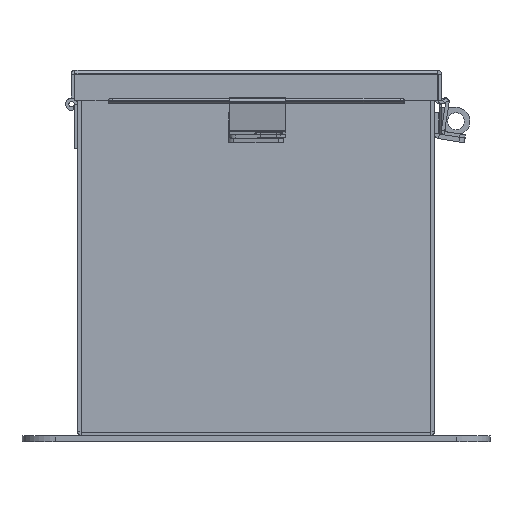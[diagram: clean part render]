
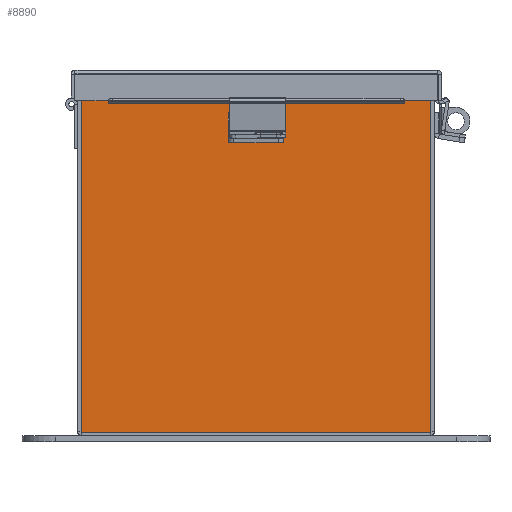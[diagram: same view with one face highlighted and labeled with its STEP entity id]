
A CAD part, front view. The second image highlights one B-rep face of the part: STEP entity #8890.
In plain terms, the highlighted face is planar.
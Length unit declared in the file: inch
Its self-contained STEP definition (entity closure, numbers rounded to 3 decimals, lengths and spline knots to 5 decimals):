
#145 = CARTESIAN_POINT ( 'NONE',  ( 3.61965, 0., 0. ) ) ;
#501 = EDGE_CURVE ( 'NONE', #509, #16137, #23281, .T. ) ;
#509 = VERTEX_POINT ( 'NONE', #20396 ) ;
#1058 = CARTESIAN_POINT ( 'NONE',  ( -3.60097, 0., 3.87495 ) ) ;
#1068 = CARTESIAN_POINT ( 'NONE',  ( -3.9253, 0., 3.9253 ) ) ;
#1456 = AXIS2_PLACEMENT_3D ( 'NONE', #8390, #22520, #10406 ) ;
#1487 = LINE ( 'NONE', #4856, #16336 ) ;
#1990 = CARTESIAN_POINT ( 'NONE',  ( -3.61965, 0., 3.87495 ) ) ;
#2338 = VECTOR ( 'NONE', #19275, 39.37008 ) ;
#2642 = VECTOR ( 'NONE', #6149, 39.37008 ) ;
#3103 = DIRECTION ( 'NONE',  ( 0., 0., -1. ) ) ;
#3404 = VERTEX_POINT ( 'NONE', #1990 ) ;
#3406 = AXIS2_PLACEMENT_3D ( 'NONE', #10714, #24881, #12712 ) ;
#3935 = VECTOR ( 'NONE', #25687, 39.37008 ) ;
#4438 = ORIENTED_EDGE ( 'NONE', *, *, #18962, .T. ) ;
#4856 = CARTESIAN_POINT ( 'NONE',  ( -3.5823, 0., 0. ) ) ;
#5042 = EDGE_CURVE ( 'NONE', #3404, #22662, #9113, .T. ) ;
#5152 = CIRCLE ( 'NONE', #14294, 0.01868 ) ;
#5208 = LINE ( 'NONE', #8458, #21328 ) ;
#5220 = LINE ( 'NONE', #17643, #3935 ) ;
#5832 = VECTOR ( 'NONE', #13796, 39.37008 ) ;
#5846 = ORIENTED_EDGE ( 'NONE', *, *, #10103, .F. ) ;
#6149 = DIRECTION ( 'NONE',  ( 1., 0., 0. ) ) ;
#6459 = LINE ( 'NONE', #15820, #5832 ) ;
#6899 = DIRECTION ( 'NONE',  ( 0., 0., -1. ) ) ;
#7084 = EDGE_CURVE ( 'NONE', #9494, #25079, #5208, .T. ) ;
#7100 = VERTEX_POINT ( 'NONE', #12480 ) ;
#8224 = CARTESIAN_POINT ( 'NONE',  ( -3.9253, 0., 3.9253 ) ) ;
#8390 = CARTESIAN_POINT ( 'NONE',  ( 0., 0., 0. ) ) ;
#8458 = CARTESIAN_POINT ( 'NONE',  ( 3.5823, 0., 0. ) ) ;
#8890 = ADVANCED_FACE ( 'NONE', ( #17449 ), #16412, .F. ) ;
#9113 = LINE ( 'NONE', #21227, #19227 ) ;
#9325 = EDGE_LOOP ( 'NONE', ( #15315, #5846, #22020, #24220, #14328, #9806, #16834, #26108, #22898, #15684, #4438, #11543 ) ) ;
#9494 = VERTEX_POINT ( 'NONE', #22580 ) ;
#9644 = CARTESIAN_POINT ( 'NONE',  ( -3.9253, 0., -3.9253 ) ) ;
#9806 = ORIENTED_EDGE ( 'NONE', *, *, #22956, .F. ) ;
#10103 = EDGE_CURVE ( 'NONE', #15413, #3404, #5152, .T. ) ;
#10239 = DIRECTION ( 'NONE',  ( 1., 0., 0. ) ) ;
#10377 = CARTESIAN_POINT ( 'NONE',  ( 3.5823, 0., 3.9123 ) ) ;
#10406 = DIRECTION ( 'NONE',  ( 0., 0., -1. ) ) ;
#10714 = CARTESIAN_POINT ( 'NONE',  ( 3.60098, 0., 3.87495 ) ) ;
#11543 = ORIENTED_EDGE ( 'NONE', *, *, #15778, .T. ) ;
#12480 = CARTESIAN_POINT ( 'NONE',  ( -3.9253, 0., -3.9253 ) ) ;
#12488 = VECTOR ( 'NONE', #24379, 39.37008 ) ;
#12712 = DIRECTION ( 'NONE',  ( 0., 0., -1. ) ) ;
#12944 = CARTESIAN_POINT ( 'NONE',  ( -3.9253, 0., 3.9253 ) ) ;
#13091 = CARTESIAN_POINT ( 'NONE',  ( -3.5823, 0., 3.9123 ) ) ;
#13172 = DIRECTION ( 'NONE',  ( 0., 0., 1. ) ) ;
#13352 = LINE ( 'NONE', #24277, #2642 ) ;
#13565 = VERTEX_POINT ( 'NONE', #13091 ) ;
#13796 = DIRECTION ( 'NONE',  ( 0., 0., -1. ) ) ;
#14294 = AXIS2_PLACEMENT_3D ( 'NONE', #1058, #15175, #3103 ) ;
#14328 = ORIENTED_EDGE ( 'NONE', *, *, #7084, .F. ) ;
#14905 = VECTOR ( 'NONE', #10239, 39.37008 ) ;
#15084 = LINE ( 'NONE', #9644, #19844 ) ;
#15175 = DIRECTION ( 'NONE',  ( 0., 1., 0. ) ) ;
#15315 = ORIENTED_EDGE ( 'NONE', *, *, #5042, .F. ) ;
#15413 = VERTEX_POINT ( 'NONE', #22635 ) ;
#15436 = CIRCLE ( 'NONE', #3406, 0.01868 ) ;
#15684 = ORIENTED_EDGE ( 'NONE', *, *, #17006, .T. ) ;
#15778 = EDGE_CURVE ( 'NONE', #21679, #22662, #5220, .T. ) ;
#15820 = CARTESIAN_POINT ( 'NONE',  ( 3.9253, 0., 3.9253 ) ) ;
#15920 = CARTESIAN_POINT ( 'NONE',  ( -3.61965, 0., 3.9253 ) ) ;
#16137 = VERTEX_POINT ( 'NONE', #22849 ) ;
#16336 = VECTOR ( 'NONE', #6899, 39.37008 ) ;
#16412 = PLANE ( 'NONE',  #1456 ) ;
#16539 = CARTESIAN_POINT ( 'NONE',  ( 3.9253, 0., 3.9253 ) ) ;
#16834 = ORIENTED_EDGE ( 'NONE', *, *, #501, .F. ) ;
#17006 = EDGE_CURVE ( 'NONE', #18384, #7100, #15084, .T. ) ;
#17379 = EDGE_CURVE ( 'NONE', #13565, #15413, #1487, .T. ) ;
#17449 = FACE_OUTER_BOUND ( 'NONE', #9325, .T. ) ;
#17521 = CARTESIAN_POINT ( 'NONE',  ( 3.9253, 0., -3.9253 ) ) ;
#17643 = CARTESIAN_POINT ( 'NONE',  ( -3.9253, 0., 3.9253 ) ) ;
#18384 = VERTEX_POINT ( 'NONE', #17521 ) ;
#18962 = EDGE_CURVE ( 'NONE', #7100, #21679, #19727, .T. ) ;
#19227 = VECTOR ( 'NONE', #13172, 39.37008 ) ;
#19275 = DIRECTION ( 'NONE',  ( 0., 0., 1. ) ) ;
#19727 = LINE ( 'NONE', #1068, #2338 ) ;
#19844 = VECTOR ( 'NONE', #25828, 39.37008 ) ;
#20396 = CARTESIAN_POINT ( 'NONE',  ( 3.61965, 0., 3.9253 ) ) ;
#20542 = DIRECTION ( 'NONE',  ( 0., 0., 1. ) ) ;
#20943 = LINE ( 'NONE', #8224, #14905 ) ;
#21227 = CARTESIAN_POINT ( 'NONE',  ( -3.61965, 0., 0. ) ) ;
#21328 = VECTOR ( 'NONE', #20542, 39.37008 ) ;
#21679 = VERTEX_POINT ( 'NONE', #12944 ) ;
#22020 = ORIENTED_EDGE ( 'NONE', *, *, #17379, .F. ) ;
#22520 = DIRECTION ( 'NONE',  ( 0., -1., 0. ) ) ;
#22580 = CARTESIAN_POINT ( 'NONE',  ( 3.5823, 0., 3.87495 ) ) ;
#22635 = CARTESIAN_POINT ( 'NONE',  ( -3.5823, 0., 3.87495 ) ) ;
#22662 = VERTEX_POINT ( 'NONE', #15920 ) ;
#22849 = CARTESIAN_POINT ( 'NONE',  ( 3.61965, 0., 3.87495 ) ) ;
#22898 = ORIENTED_EDGE ( 'NONE', *, *, #24916, .T. ) ;
#22956 = EDGE_CURVE ( 'NONE', #16137, #9494, #15436, .T. ) ;
#23281 = LINE ( 'NONE', #145, #12488 ) ;
#24220 = ORIENTED_EDGE ( 'NONE', *, *, #25022, .T. ) ;
#24277 = CARTESIAN_POINT ( 'NONE',  ( -3.5823, 0., 3.9123 ) ) ;
#24379 = DIRECTION ( 'NONE',  ( 0., 0., -1. ) ) ;
#24881 = DIRECTION ( 'NONE',  ( 0., 1., 0. ) ) ;
#24916 = EDGE_CURVE ( 'NONE', #25142, #18384, #6459, .T. ) ;
#25022 = EDGE_CURVE ( 'NONE', #13565, #25079, #13352, .T. ) ;
#25079 = VERTEX_POINT ( 'NONE', #10377 ) ;
#25142 = VERTEX_POINT ( 'NONE', #16539 ) ;
#25682 = EDGE_CURVE ( 'NONE', #509, #25142, #20943, .T. ) ;
#25687 = DIRECTION ( 'NONE',  ( 1., 0., 0. ) ) ;
#25828 = DIRECTION ( 'NONE',  ( -1., 0., 0. ) ) ;
#26108 = ORIENTED_EDGE ( 'NONE', *, *, #25682, .T. ) ;
